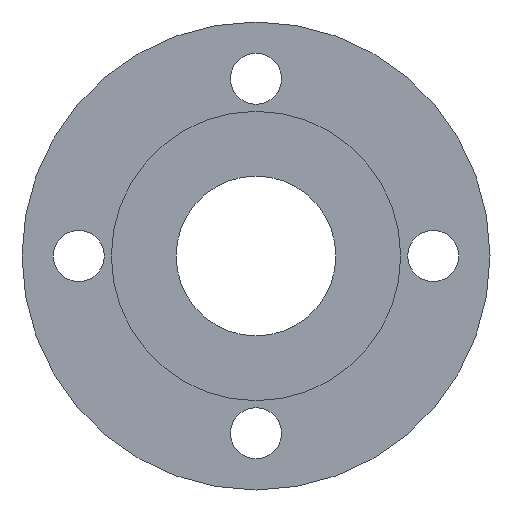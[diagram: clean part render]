
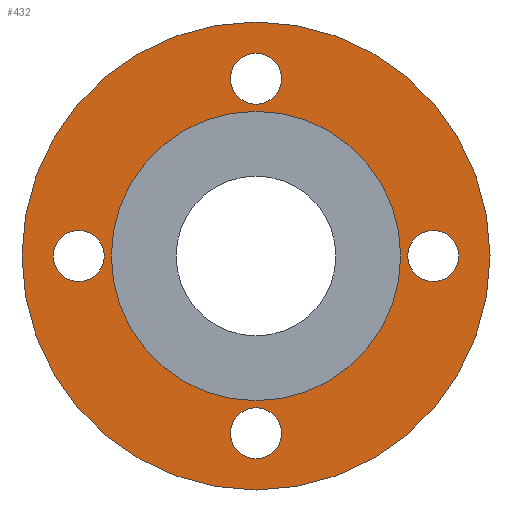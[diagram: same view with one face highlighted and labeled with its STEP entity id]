
A CAD part, front view. The second image highlights one B-rep face of the part: STEP entity #432.
In plain terms, the highlighted planar face has unit normal (0, -1, 0).
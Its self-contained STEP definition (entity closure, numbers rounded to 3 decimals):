
#3 = EDGE_CURVE ( 'NONE', #39, #719, #347, .T. ) ;
#4 = ORIENTED_EDGE ( 'NONE', *, *, #3, .F. ) ;
#11 = CARTESIAN_POINT ( 'NONE',  ( 0., 3., -62.5 ) ) ;
#24 = DIRECTION ( 'NONE',  ( 0., 1., 0. ) ) ;
#27 = FACE_OUTER_BOUND ( 'NONE', #48, .T. ) ;
#30 = AXIS2_PLACEMENT_3D ( 'NONE', #727, #389, #334 ) ;
#35 = FACE_BOUND ( 'NONE', #576, .T. ) ;
#39 = VERTEX_POINT ( 'NONE', #106 ) ;
#48 = EDGE_LOOP ( 'NONE', ( #810, #89 ) ) ;
#57 = CARTESIAN_POINT ( 'NONE',  ( -53.5, 3., 0. ) ) ;
#60 = ORIENTED_EDGE ( 'NONE', *, *, #141, .F. ) ;
#61 = EDGE_CURVE ( 'NONE', #207, #843, #535, .T. ) ;
#63 = CIRCLE ( 'NONE', #234, 9. ) ;
#70 = DIRECTION ( 'NONE',  ( 1., 0., 0. ) ) ;
#73 = ORIENTED_EDGE ( 'NONE', *, *, #61, .F. ) ;
#77 = AXIS2_PLACEMENT_3D ( 'NONE', #804, #472, #299 ) ;
#82 = ORIENTED_EDGE ( 'NONE', *, *, #404, .F. ) ;
#85 = VERTEX_POINT ( 'NONE', #436 ) ;
#89 = ORIENTED_EDGE ( 'NONE', *, *, #817, .F. ) ;
#98 = CARTESIAN_POINT ( 'NONE',  ( 0., 3., 62.5 ) ) ;
#101 = DIRECTION ( 'NONE',  ( -1., 0., 0. ) ) ;
#106 = CARTESIAN_POINT ( 'NONE',  ( 0., 3., 71.5 ) ) ;
#107 = CARTESIAN_POINT ( 'NONE',  ( 0., 3., 53.5 ) ) ;
#129 = EDGE_CURVE ( 'NONE', #318, #790, #494, .T. ) ;
#130 = ORIENTED_EDGE ( 'NONE', *, *, #451, .F. ) ;
#141 = EDGE_CURVE ( 'NONE', #788, #85, #474, .T. ) ;
#146 = CARTESIAN_POINT ( 'NONE',  ( 0., 3., -53.5 ) ) ;
#162 = PLANE ( 'NONE',  #349 ) ;
#177 = CIRCLE ( 'NONE', #661, 9. ) ;
#180 = CARTESIAN_POINT ( 'NONE',  ( 0., 3., 62.5 ) ) ;
#198 = EDGE_CURVE ( 'NONE', #485, #300, #456, .T. ) ;
#207 = VERTEX_POINT ( 'NONE', #57 ) ;
#213 = CARTESIAN_POINT ( 'NONE',  ( 0., 3., 0. ) ) ;
#230 = FACE_BOUND ( 'NONE', #638, .T. ) ;
#232 = CARTESIAN_POINT ( 'NONE',  ( 53.5, 3., 0. ) ) ;
#234 = AXIS2_PLACEMENT_3D ( 'NONE', #11, #606, #670 ) ;
#249 = AXIS2_PLACEMENT_3D ( 'NONE', #213, #24, #805 ) ;
#259 = CARTESIAN_POINT ( 'NONE',  ( -62.5, 3., 0. ) ) ;
#268 = EDGE_CURVE ( 'NONE', #790, #318, #290, .T. ) ;
#270 = CIRCLE ( 'NONE', #350, 9. ) ;
#290 = CIRCLE ( 'NONE', #249, 51. ) ;
#299 = DIRECTION ( 'NONE',  ( 1., 0., 0. ) ) ;
#300 = VERTEX_POINT ( 'NONE', #146 ) ;
#307 = DIRECTION ( 'NONE',  ( 0., -1., 0. ) ) ;
#318 = VERTEX_POINT ( 'NONE', #609 ) ;
#330 = DIRECTION ( 'NONE',  ( 0., -1., 0. ) ) ;
#334 = DIRECTION ( 'NONE',  ( 0., 0., 1. ) ) ;
#338 = CARTESIAN_POINT ( 'NONE',  ( 0., 3., -62.5 ) ) ;
#344 = EDGE_CURVE ( 'NONE', #300, #485, #63, .T. ) ;
#347 = CIRCLE ( 'NONE', #419, 9. ) ;
#349 = AXIS2_PLACEMENT_3D ( 'NONE', #490, #777, #369 ) ;
#350 = AXIS2_PLACEMENT_3D ( 'NONE', #98, #825, #493 ) ;
#369 = DIRECTION ( 'NONE',  ( 0., 0., -1. ) ) ;
#371 = DIRECTION ( 'NONE',  ( 0., 0., 1. ) ) ;
#383 = ORIENTED_EDGE ( 'NONE', *, *, #129, .T. ) ;
#387 = VERTEX_POINT ( 'NONE', #548 ) ;
#389 = DIRECTION ( 'NONE',  ( 0., 1., 0. ) ) ;
#404 = EDGE_CURVE ( 'NONE', #85, #788, #649, .T. ) ;
#405 = CARTESIAN_POINT ( 'NONE',  ( 62.5, 3., 0. ) ) ;
#419 = AXIS2_PLACEMENT_3D ( 'NONE', #180, #427, #442 ) ;
#423 = CARTESIAN_POINT ( 'NONE',  ( 0., 3., 0. ) ) ;
#427 = DIRECTION ( 'NONE',  ( 0., -1., 0. ) ) ;
#428 = CARTESIAN_POINT ( 'NONE',  ( 0., 3., 0. ) ) ;
#432 = ADVANCED_FACE ( 'NONE', ( #230, #35, #838, #759, #645, #27 ), #162, .T. ) ;
#436 = CARTESIAN_POINT ( 'NONE',  ( 71.5, 3., 0. ) ) ;
#442 = DIRECTION ( 'NONE',  ( 0., 0., 1. ) ) ;
#448 = DIRECTION ( 'NONE',  ( 0., -1., 0. ) ) ;
#451 = EDGE_CURVE ( 'NONE', #843, #207, #177, .T. ) ;
#456 = CIRCLE ( 'NONE', #605, 9. ) ;
#470 = ORIENTED_EDGE ( 'NONE', *, *, #268, .T. ) ;
#472 = DIRECTION ( 'NONE',  ( 0., -1., 0. ) ) ;
#474 = CIRCLE ( 'NONE', #821, 9. ) ;
#485 = VERTEX_POINT ( 'NONE', #705 ) ;
#490 = CARTESIAN_POINT ( 'NONE',  ( 0., 3., 51. ) ) ;
#493 = DIRECTION ( 'NONE',  ( 0., 0., 1. ) ) ;
#494 = CIRCLE ( 'NONE', #30, 51. ) ;
#519 = DIRECTION ( 'NONE',  ( -1., 0., 0. ) ) ;
#535 = CIRCLE ( 'NONE', #823, 9. ) ;
#548 = CARTESIAN_POINT ( 'NONE',  ( 0., 3., 82.5 ) ) ;
#559 = ORIENTED_EDGE ( 'NONE', *, *, #344, .F. ) ;
#564 = CARTESIAN_POINT ( 'NONE',  ( 0., 3., -51. ) ) ;
#567 = CIRCLE ( 'NONE', #812, 82.5 ) ;
#576 = EDGE_LOOP ( 'NONE', ( #754, #4 ) ) ;
#581 = DIRECTION ( 'NONE',  ( 0., 0., 1. ) ) ;
#582 = AXIS2_PLACEMENT_3D ( 'NONE', #428, #619, #581 ) ;
#585 = DIRECTION ( 'NONE',  ( 0., 0., -1. ) ) ;
#598 = DIRECTION ( 'NONE',  ( 0., -1., 0. ) ) ;
#605 = AXIS2_PLACEMENT_3D ( 'NONE', #338, #330, #585 ) ;
#606 = DIRECTION ( 'NONE',  ( 0., -1., 0. ) ) ;
#609 = CARTESIAN_POINT ( 'NONE',  ( 0., 3., 51. ) ) ;
#619 = DIRECTION ( 'NONE',  ( 0., 1., 0. ) ) ;
#638 = EDGE_LOOP ( 'NONE', ( #73, #130 ) ) ;
#639 = CARTESIAN_POINT ( 'NONE',  ( -71.5, 3., 0. ) ) ;
#645 = FACE_BOUND ( 'NONE', #778, .T. ) ;
#647 = VERTEX_POINT ( 'NONE', #665 ) ;
#649 = CIRCLE ( 'NONE', #77, 9. ) ;
#661 = AXIS2_PLACEMENT_3D ( 'NONE', #711, #307, #101 ) ;
#665 = CARTESIAN_POINT ( 'NONE',  ( 0., 3., -82.5 ) ) ;
#670 = DIRECTION ( 'NONE',  ( 0., 0., -1. ) ) ;
#705 = CARTESIAN_POINT ( 'NONE',  ( 0., 3., -71.5 ) ) ;
#708 = ORIENTED_EDGE ( 'NONE', *, *, #198, .F. ) ;
#711 = CARTESIAN_POINT ( 'NONE',  ( -62.5, 3., 0. ) ) ;
#719 = VERTEX_POINT ( 'NONE', #107 ) ;
#727 = CARTESIAN_POINT ( 'NONE',  ( 0., 3., 0. ) ) ;
#745 = CIRCLE ( 'NONE', #582, 82.5 ) ;
#750 = EDGE_LOOP ( 'NONE', ( #559, #708 ) ) ;
#754 = ORIENTED_EDGE ( 'NONE', *, *, #800, .F. ) ;
#759 = FACE_BOUND ( 'NONE', #750, .T. ) ;
#774 = EDGE_CURVE ( 'NONE', #387, #647, #567, .T. ) ;
#777 = DIRECTION ( 'NONE',  ( 0., -1., 0. ) ) ;
#778 = EDGE_LOOP ( 'NONE', ( #383, #470 ) ) ;
#788 = VERTEX_POINT ( 'NONE', #232 ) ;
#790 = VERTEX_POINT ( 'NONE', #564 ) ;
#800 = EDGE_CURVE ( 'NONE', #719, #39, #270, .T. ) ;
#804 = CARTESIAN_POINT ( 'NONE',  ( 62.5, 3., 0. ) ) ;
#805 = DIRECTION ( 'NONE',  ( 0., 0., 1. ) ) ;
#810 = ORIENTED_EDGE ( 'NONE', *, *, #774, .F. ) ;
#812 = AXIS2_PLACEMENT_3D ( 'NONE', #423, #820, #371 ) ;
#817 = EDGE_CURVE ( 'NONE', #647, #387, #745, .T. ) ;
#820 = DIRECTION ( 'NONE',  ( 0., 1., 0. ) ) ;
#821 = AXIS2_PLACEMENT_3D ( 'NONE', #405, #598, #70 ) ;
#823 = AXIS2_PLACEMENT_3D ( 'NONE', #259, #448, #519 ) ;
#825 = DIRECTION ( 'NONE',  ( 0., -1., 0. ) ) ;
#838 = FACE_BOUND ( 'NONE', #859, .T. ) ;
#843 = VERTEX_POINT ( 'NONE', #639 ) ;
#859 = EDGE_LOOP ( 'NONE', ( #60, #82 ) ) ;
